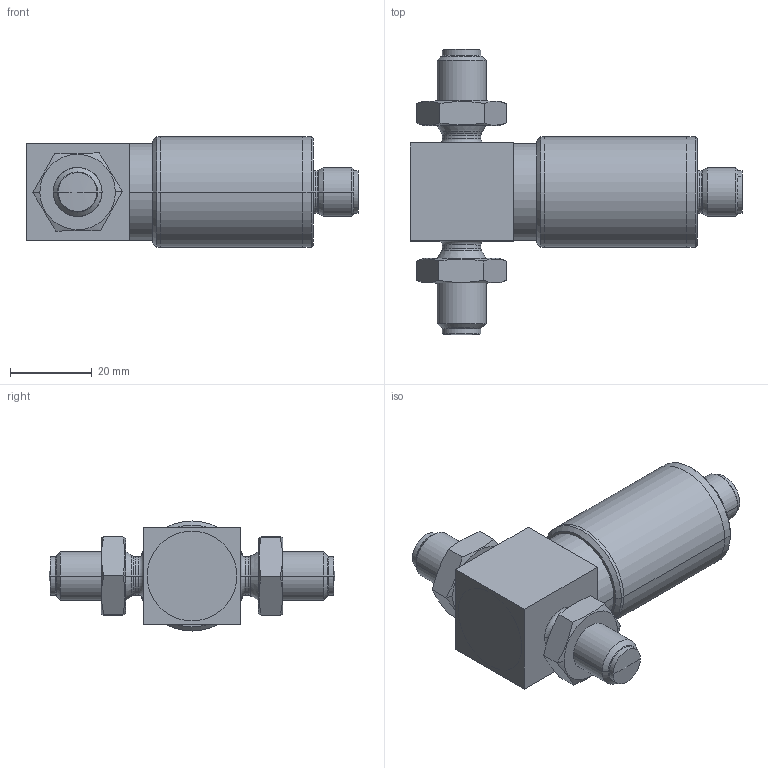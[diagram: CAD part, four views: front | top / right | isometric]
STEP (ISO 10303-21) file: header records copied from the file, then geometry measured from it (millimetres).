
FILE_DESCRIPTION((''),'2;1');
FILE_NAME('14642936______________06706226_ASM','2023-08-11T15:36:39',('GemeinT'),(''),'CREO PARAMETRIC BY PTC INC, 2022414','CREO PARAMETRIC BY PTC INC, 2022414','');
FILE_SCHEMA(('AP242_MANAGED_MODEL_BASED_3D_ENGINEERING_MIM_LF { 1 0 10303 442 1 1 4 }'));
Length unit declared in the file: millimetre
Products named in the file (9): 14523928______________06136499; 5118_004_032___________1039201; 2067432________________733663; 5866_001_033___________1393200; 7121_031_007___________1384706; 5136_001_017___________1039853; 6065_001_012___________999172; ZUS_ELEKTRONIK_________1943547_ASM; 14642936______________06706226_ASM
Assembly tree (9 placements, depth 3):
  14642936______________06706226_ASM
    14523928______________06136499
    5118_004_032___________1039201
    2067432________________733663
    5866_001_033___________1393200
    7121_031_007___________1384706  x2
    ZUS_ELEKTRONIK_________1943547_ASM
      5136_001_017___________1039853
      6065_001_012___________999172
Bounding box: 81.4 x 70 x 27 mm (x, y, z)
Volume: 30617.8 mm3; surface area: 22703 mm2
Topology: 8 solids, 13 shells, 270 faces, 588 edges, 353 vertices
Faces by surface type: cylinder 111, plane 67, cone 56, torus 24, bspline 8, sphere 4
Entity records: 9713 total; most frequent: CARTESIAN_POINT 1498, DIRECTION 1382, ORIENTED_EDGE 1056, AXIS2_PLACEMENT_3D 590, EDGE_CURVE 536, PRESENTATION_STYLE_ASSIGNMENT 471, STYLED_ITEM 408, CURVE_STYLE 402
